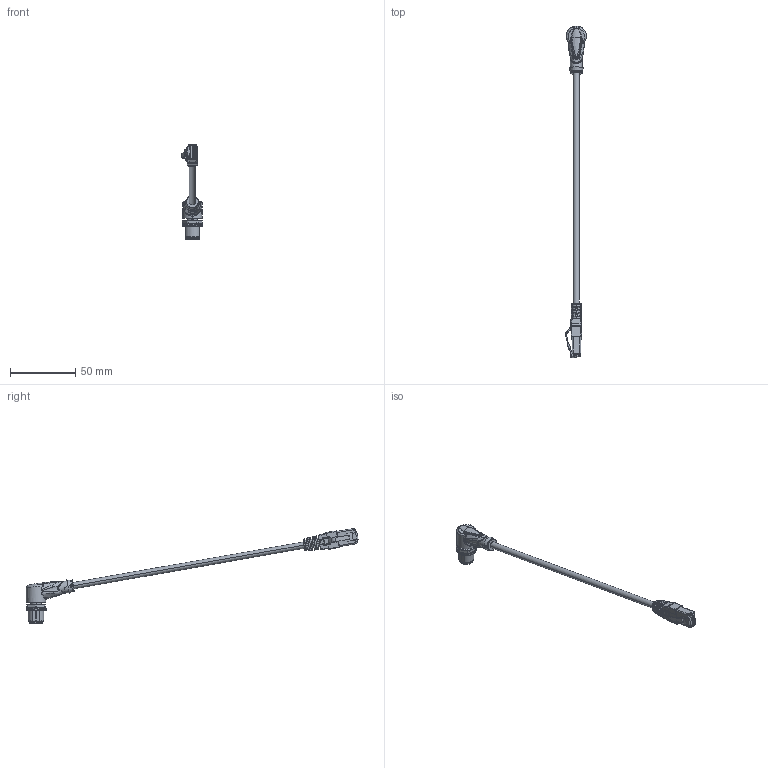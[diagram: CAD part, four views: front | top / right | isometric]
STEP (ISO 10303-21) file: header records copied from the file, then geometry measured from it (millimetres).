
FILE_DESCRIPTION((''),'2;1');
FILE_NAME('CAD-8665_SW0001','2023-05-02T09:21:42',('creinig-se'),(''),'CREO PARAMETRIC BY PTC INC, 2022284','CREO PARAMETRIC BY PTC INC, 2022284','');
FILE_SCHEMA(('CONFIG_CONTROL_DESIGN','SHAPE_APPEARANCE_LAYERS_GROUPS'));
Length unit declared in the file: millimetre
Products named in the file (1): CAD-8665_SW0001
Bounding box: 15.9 x 254.96 x 72.86 mm (x, y, z)
Volume: 12078 mm3; surface area: 8949.1 mm2
Topology: 6 solids, 6 shells, 1281 faces, 3473 edges, 2207 vertices
Faces by surface type: plane 548, cylinder 317, bspline 257, torus 129, cone 26, sphere 4
Entity records: 67257 total; most frequent: CARTESIAN_POINT 28131, ORIENTED_EDGE 6938, DIRECTION 5375, EDGE_CURVE 3469, VERTEX_POINT 2207, AXIS2_PLACEMENT_3D 1838, VECTOR 1699, LINE 1699
